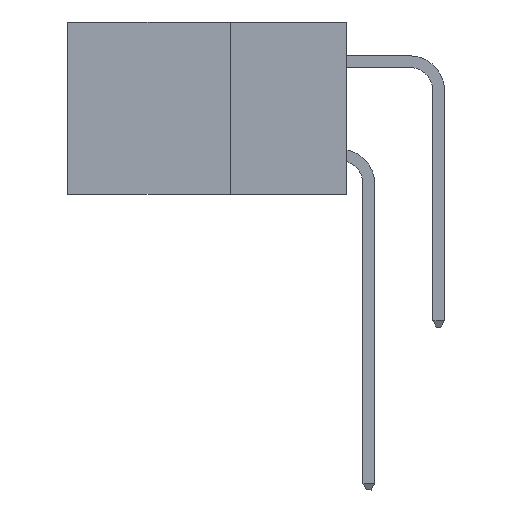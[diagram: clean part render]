
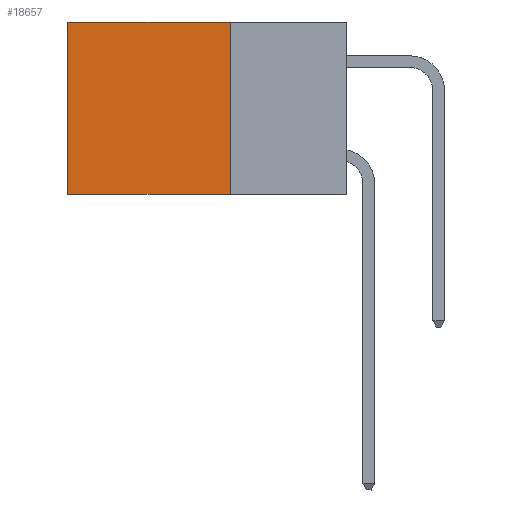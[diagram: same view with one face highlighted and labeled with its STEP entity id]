
A CAD part, left-side view. The second image highlights one B-rep face of the part: STEP entity #18657.
In plain terms, the highlighted planar face has unit normal (-1, 0, 0).
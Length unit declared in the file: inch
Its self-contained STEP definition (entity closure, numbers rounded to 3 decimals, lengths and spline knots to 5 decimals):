
#38 = CARTESIAN_POINT ( 'NONE',  ( 0.2875, 0.6, 0. ) ) ;
#811 = DIRECTION ( 'NONE',  ( 1., 0., 0. ) ) ;
#1213 = LINE ( 'NONE', #14579, #20995 ) ;
#1330 = DIRECTION ( 'NONE',  ( 0., 0., -1. ) ) ;
#1748 = VERTEX_POINT ( 'NONE', #38 ) ;
#1837 = VECTOR ( 'NONE', #23028, 39.37008 ) ;
#2296 = DIRECTION ( 'NONE',  ( 0., 0., -1. ) ) ;
#2310 = VERTEX_POINT ( 'NONE', #15966 ) ;
#2656 = CARTESIAN_POINT ( 'NONE',  ( 0.2875, 0.6, 0. ) ) ;
#3156 = VECTOR ( 'NONE', #18922, 39.37008 ) ;
#4943 = ORIENTED_EDGE ( 'NONE', *, *, #10219, .F. ) ;
#6338 = VERTEX_POINT ( 'NONE', #7802 ) ;
#7802 = CARTESIAN_POINT ( 'NONE',  ( 0.2875, 0.25, 0. ) ) ;
#7865 = AXIS2_PLACEMENT_3D ( 'NONE', #19677, #811, #15577 ) ;
#8484 = ORIENTED_EDGE ( 'NONE', *, *, #10077, .F. ) ;
#9836 = VERTEX_POINT ( 'NONE', #12894 ) ;
#10077 = EDGE_CURVE ( 'NONE', #6338, #2310, #1213, .T. ) ;
#10219 = EDGE_CURVE ( 'NONE', #2310, #9836, #22909, .T. ) ;
#11329 = LINE ( 'NONE', #13074, #3156 ) ;
#12894 = CARTESIAN_POINT ( 'NONE',  ( 0.2875, 0.6, -0.37 ) ) ;
#13074 = CARTESIAN_POINT ( 'NONE',  ( 0.2875, 0.25, 0. ) ) ;
#13165 = EDGE_CURVE ( 'NONE', #6338, #1748, #11329, .T. ) ;
#14042 = LINE ( 'NONE', #2656, #23434 ) ;
#14226 = EDGE_LOOP ( 'NONE', ( #16671, #4943, #8484, #19942 ) ) ;
#14579 = CARTESIAN_POINT ( 'NONE',  ( 0.2875, 0.25, 0. ) ) ;
#15577 = DIRECTION ( 'NONE',  ( 0., 0., -1. ) ) ;
#15966 = CARTESIAN_POINT ( 'NONE',  ( 0.2875, 0.25, -0.37 ) ) ;
#16671 = ORIENTED_EDGE ( 'NONE', *, *, #20282, .T. ) ;
#17318 = CARTESIAN_POINT ( 'NONE',  ( 0.2875, 0.25, -0.37 ) ) ;
#17690 = PLANE ( 'NONE',  #7865 ) ;
#17922 = FACE_OUTER_BOUND ( 'NONE', #14226, .T. ) ;
#18657 = ADVANCED_FACE ( 'NONE', ( #17922 ), #17690, .F. ) ;
#18922 = DIRECTION ( 'NONE',  ( 0., 1., 0. ) ) ;
#19677 = CARTESIAN_POINT ( 'NONE',  ( 0.2875, 0.25, 0. ) ) ;
#19942 = ORIENTED_EDGE ( 'NONE', *, *, #13165, .T. ) ;
#20282 = EDGE_CURVE ( 'NONE', #1748, #9836, #14042, .T. ) ;
#20995 = VECTOR ( 'NONE', #1330, 39.37008 ) ;
#22909 = LINE ( 'NONE', #17318, #1837 ) ;
#23028 = DIRECTION ( 'NONE',  ( 0., 1., 0. ) ) ;
#23434 = VECTOR ( 'NONE', #2296, 39.37008 ) ;
